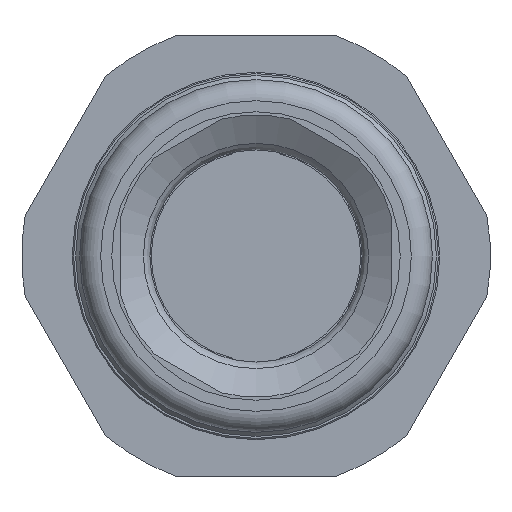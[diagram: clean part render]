
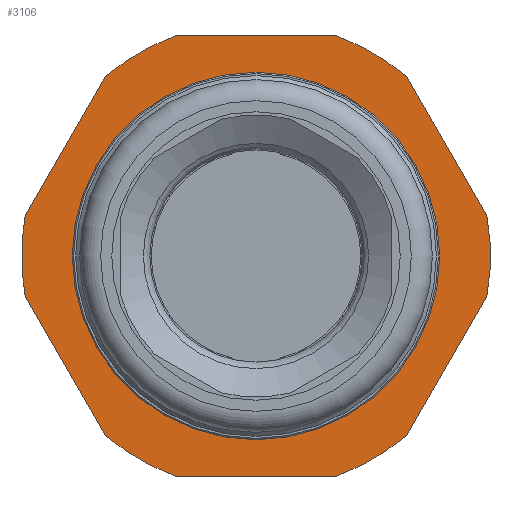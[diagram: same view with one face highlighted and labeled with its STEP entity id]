
A CAD part, front view. The second image highlights one B-rep face of the part: STEP entity #3106.
In plain terms, the highlighted planar face has unit normal (0, -1, 0).
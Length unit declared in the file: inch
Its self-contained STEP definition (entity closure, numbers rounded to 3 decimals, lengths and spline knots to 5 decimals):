
#63=FACE_BOUND('',#874,.T.);
#241=LINE('',#5142,#426);
#242=LINE('',#5146,#427);
#243=LINE('',#5150,#428);
#244=LINE('',#5154,#429);
#245=LINE('',#5158,#430);
#246=LINE('',#5161,#431);
#426=VECTOR('',#4186,0.3937);
#427=VECTOR('',#4189,0.3937);
#428=VECTOR('',#4192,0.3937);
#429=VECTOR('',#4195,0.3937);
#430=VECTOR('',#4198,0.3937);
#431=VECTOR('',#4201,0.3937);
#655=FACE_OUTER_BOUND('',#873,.T.);
#873=EDGE_LOOP('',(#2295,#2296,#2297,#2298,#2299,#2300,#2301,#2302,#2303,
#2304,#2305,#2306));
#874=EDGE_LOOP('',(#2307));
#1112=CIRCLE('',#3449,1.3075);
#1115=CIRCLE('',#3454,1.735);
#1116=CIRCLE('',#3455,1.735);
#1117=CIRCLE('',#3456,1.735);
#1118=CIRCLE('',#3457,1.735);
#1119=CIRCLE('',#3458,1.735);
#1120=CIRCLE('',#3459,1.735);
#1353=VERTEX_POINT('',#5128);
#1356=VERTEX_POINT('',#5138);
#1357=VERTEX_POINT('',#5139);
#1358=VERTEX_POINT('',#5141);
#1359=VERTEX_POINT('',#5143);
#1360=VERTEX_POINT('',#5145);
#1361=VERTEX_POINT('',#5147);
#1362=VERTEX_POINT('',#5149);
#1363=VERTEX_POINT('',#5151);
#1364=VERTEX_POINT('',#5153);
#1365=VERTEX_POINT('',#5155);
#1366=VERTEX_POINT('',#5157);
#1367=VERTEX_POINT('',#5159);
#1686=EDGE_CURVE('',#1353,#1353,#1112,.T.);
#1691=EDGE_CURVE('',#1356,#1357,#1115,.T.);
#1692=EDGE_CURVE('',#1357,#1358,#241,.T.);
#1693=EDGE_CURVE('',#1358,#1359,#1116,.T.);
#1694=EDGE_CURVE('',#1359,#1360,#242,.T.);
#1695=EDGE_CURVE('',#1360,#1361,#1117,.T.);
#1696=EDGE_CURVE('',#1361,#1362,#243,.T.);
#1697=EDGE_CURVE('',#1362,#1363,#1118,.T.);
#1698=EDGE_CURVE('',#1363,#1364,#244,.T.);
#1699=EDGE_CURVE('',#1364,#1365,#1119,.T.);
#1700=EDGE_CURVE('',#1365,#1366,#245,.T.);
#1701=EDGE_CURVE('',#1366,#1367,#1120,.T.);
#1702=EDGE_CURVE('',#1367,#1356,#246,.T.);
#2295=ORIENTED_EDGE('',*,*,#1691,.T.);
#2296=ORIENTED_EDGE('',*,*,#1692,.T.);
#2297=ORIENTED_EDGE('',*,*,#1693,.T.);
#2298=ORIENTED_EDGE('',*,*,#1694,.T.);
#2299=ORIENTED_EDGE('',*,*,#1695,.T.);
#2300=ORIENTED_EDGE('',*,*,#1696,.T.);
#2301=ORIENTED_EDGE('',*,*,#1697,.T.);
#2302=ORIENTED_EDGE('',*,*,#1698,.T.);
#2303=ORIENTED_EDGE('',*,*,#1699,.T.);
#2304=ORIENTED_EDGE('',*,*,#1700,.T.);
#2305=ORIENTED_EDGE('',*,*,#1701,.T.);
#2306=ORIENTED_EDGE('',*,*,#1702,.T.);
#2307=ORIENTED_EDGE('',*,*,#1686,.F.);
#2765=PLANE('',#3453);
#3106=ADVANCED_FACE('',(#655,#63),#2765,.T.);
#3449=AXIS2_PLACEMENT_3D('',#5129,#4172,#4173);
#3453=AXIS2_PLACEMENT_3D('',#5137,#4182,#4183);
#3454=AXIS2_PLACEMENT_3D('',#5140,#4184,#4185);
#3455=AXIS2_PLACEMENT_3D('',#5144,#4187,#4188);
#3456=AXIS2_PLACEMENT_3D('',#5148,#4190,#4191);
#3457=AXIS2_PLACEMENT_3D('',#5152,#4193,#4194);
#3458=AXIS2_PLACEMENT_3D('',#5156,#4196,#4197);
#3459=AXIS2_PLACEMENT_3D('',#5160,#4199,#4200);
#4172=DIRECTION('center_axis',(0.,-1.,0.));
#4173=DIRECTION('ref_axis',(-1.,0.,0.));
#4182=DIRECTION('center_axis',(0.,-1.,0.));
#4183=DIRECTION('ref_axis',(1.,0.,0.));
#4184=DIRECTION('center_axis',(0.,-1.,0.));
#4185=DIRECTION('ref_axis',(-1.,0.,0.));
#4186=DIRECTION('',(0.5,0.,0.866));
#4187=DIRECTION('center_axis',(0.,-1.,0.));
#4188=DIRECTION('ref_axis',(-1.,0.,0.));
#4189=DIRECTION('',(-0.5,0.,0.866));
#4190=DIRECTION('center_axis',(0.,-1.,0.));
#4191=DIRECTION('ref_axis',(-1.,0.,0.));
#4192=DIRECTION('',(-1.,0.,0.));
#4193=DIRECTION('center_axis',(0.,-1.,0.));
#4194=DIRECTION('ref_axis',(-1.,0.,0.));
#4195=DIRECTION('',(-0.5,0.,-0.866));
#4196=DIRECTION('center_axis',(0.,-1.,0.));
#4197=DIRECTION('ref_axis',(-1.,0.,0.));
#4198=DIRECTION('',(0.5,0.,-0.866));
#4199=DIRECTION('center_axis',(0.,-1.,0.));
#4200=DIRECTION('ref_axis',(-1.,0.,0.));
#4201=DIRECTION('',(1.,0.,0.));
#5128=CARTESIAN_POINT('',(1.3075,-0.435,0.));
#5129=CARTESIAN_POINT('Origin',(0.,-0.435,0.));
#5137=CARTESIAN_POINT('Origin',(0.,-0.435,0.));
#5138=CARTESIAN_POINT('',(0.59441,-0.435,-1.63));
#5139=CARTESIAN_POINT('',(1.11442,-0.435,-1.32978));
#5140=CARTESIAN_POINT('Origin',(0.,-0.435,0.));
#5141=CARTESIAN_POINT('',(1.70883,-0.435,-0.30022));
#5142=CARTESIAN_POINT('',(1.88216,-0.435,0.));
#5143=CARTESIAN_POINT('',(1.70883,-0.435,0.30022));
#5144=CARTESIAN_POINT('Origin',(0.,-0.435,0.));
#5145=CARTESIAN_POINT('',(1.11442,-0.435,1.32978));
#5146=CARTESIAN_POINT('',(0.94108,-0.435,1.63));
#5147=CARTESIAN_POINT('',(0.59441,-0.435,1.63));
#5148=CARTESIAN_POINT('Origin',(0.,-0.435,0.));
#5149=CARTESIAN_POINT('',(-0.59441,-0.435,1.63));
#5150=CARTESIAN_POINT('',(-0.94108,-0.435,1.63));
#5151=CARTESIAN_POINT('',(-1.11442,-0.435,1.32978));
#5152=CARTESIAN_POINT('Origin',(0.,-0.435,0.));
#5153=CARTESIAN_POINT('',(-1.70883,-0.435,0.30022));
#5154=CARTESIAN_POINT('',(-1.88216,-0.435,0.));
#5155=CARTESIAN_POINT('',(-1.70883,-0.435,-0.30022));
#5156=CARTESIAN_POINT('Origin',(0.,-0.435,0.));
#5157=CARTESIAN_POINT('',(-1.11442,-0.435,-1.32978));
#5158=CARTESIAN_POINT('',(-0.94108,-0.435,-1.63));
#5159=CARTESIAN_POINT('',(-0.59441,-0.435,-1.63));
#5160=CARTESIAN_POINT('Origin',(0.,-0.435,0.));
#5161=CARTESIAN_POINT('',(0.94108,-0.435,-1.63));
